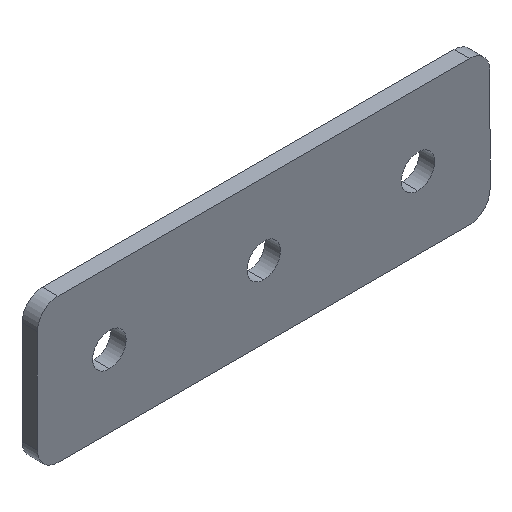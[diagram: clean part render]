
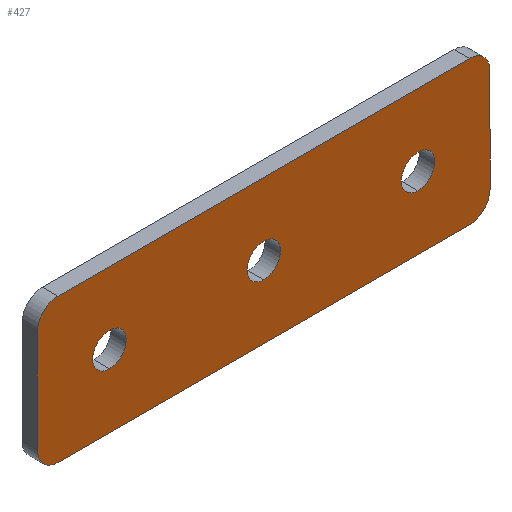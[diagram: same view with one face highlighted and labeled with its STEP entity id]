
A CAD part, isometric view. The second image highlights one B-rep face of the part: STEP entity #427.
In plain terms, the highlighted planar face has unit normal (0, -1, 0).
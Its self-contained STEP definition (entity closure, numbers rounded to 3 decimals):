
#2 = CARTESIAN_POINT ( 'NONE',  ( 0., 0., 0. ) ) ;
#4 = AXIS2_PLACEMENT_3D ( 'NONE', #426, #37, #248 ) ;
#8 = DIRECTION ( 'NONE',  ( 0., 0., -1. ) ) ;
#9 = VERTEX_POINT ( 'NONE', #148 ) ;
#12 = ORIENTED_EDGE ( 'NONE', *, *, #62, .T. ) ;
#18 = EDGE_CURVE ( 'NONE', #39, #455, #298, .T. ) ;
#36 = FACE_BOUND ( 'NONE', #500, .T. ) ;
#37 = DIRECTION ( 'NONE',  ( 0., 1., 0. ) ) ;
#39 = VERTEX_POINT ( 'NONE', #182 ) ;
#40 = EDGE_CURVE ( 'NONE', #181, #455, #57, .T. ) ;
#41 = VECTOR ( 'NONE', #127, 1000. ) ;
#46 = CARTESIAN_POINT ( 'NONE',  ( 15., 0., 1.625 ) ) ;
#56 = VERTEX_POINT ( 'NONE', #444 ) ;
#57 = LINE ( 'NONE', #488, #41 ) ;
#60 = CARTESIAN_POINT ( 'NONE',  ( 15., 0., 0. ) ) ;
#62 = EDGE_CURVE ( 'NONE', #181, #56, #81, .T. ) ;
#63 = CARTESIAN_POINT ( 'NONE',  ( 37., 0., 7. ) ) ;
#72 = CIRCLE ( 'NONE', #4, 1.625 ) ;
#76 = CARTESIAN_POINT ( 'NONE',  ( 7., 0., 7. ) ) ;
#81 = CIRCLE ( 'NONE', #343, 2. ) ;
#89 = EDGE_CURVE ( 'NONE', #545, #110, #161, .T. ) ;
#93 = VERTEX_POINT ( 'NONE', #46 ) ;
#104 = VERTEX_POINT ( 'NONE', #216 ) ;
#106 = AXIS2_PLACEMENT_3D ( 'NONE', #173, #525, #342 ) ;
#109 = DIRECTION ( 'NONE',  ( 0., 1., 0. ) ) ;
#110 = VERTEX_POINT ( 'NONE', #391 ) ;
#111 = CARTESIAN_POINT ( 'NONE',  ( 15., 0., -1.625 ) ) ;
#112 = EDGE_CURVE ( 'NONE', #487, #170, #515, .T. ) ;
#113 = CARTESIAN_POINT ( 'NONE',  ( 0., 0., 0. ) ) ;
#115 = CARTESIAN_POINT ( 'NONE',  ( 0., 0., 0. ) ) ;
#117 = CARTESIAN_POINT ( 'NONE',  ( -7., 0., -7. ) ) ;
#125 = EDGE_CURVE ( 'NONE', #506, #104, #293, .T. ) ;
#126 = EDGE_LOOP ( 'NONE', ( #491, #428, #325, #349, #432, #263, #341, #12 ) ) ;
#127 = DIRECTION ( 'NONE',  ( -1., 0., 0. ) ) ;
#129 = VERTEX_POINT ( 'NONE', #111 ) ;
#134 = ORIENTED_EDGE ( 'NONE', *, *, #112, .T. ) ;
#140 = EDGE_CURVE ( 'NONE', #39, #104, #157, .T. ) ;
#143 = CARTESIAN_POINT ( 'NONE',  ( 0., 0., 1.625 ) ) ;
#147 = DIRECTION ( 'NONE',  ( 0., 0., 1. ) ) ;
#148 = CARTESIAN_POINT ( 'NONE',  ( 30., 0., 1.625 ) ) ;
#150 = DIRECTION ( 'NONE',  ( 0., 0., 1. ) ) ;
#151 = AXIS2_PLACEMENT_3D ( 'NONE', #2, #177, #541 ) ;
#154 = ORIENTED_EDGE ( 'NONE', *, *, #214, .T. ) ;
#157 = LINE ( 'NONE', #117, #438 ) ;
#161 = CIRCLE ( 'NONE', #106, 2. ) ;
#166 = DIRECTION ( 'NONE',  ( 0., 0., 1. ) ) ;
#169 = VECTOR ( 'NONE', #8, 1000. ) ;
#170 = VERTEX_POINT ( 'NONE', #249 ) ;
#172 = EDGE_LOOP ( 'NONE', ( #483, #372 ) ) ;
#173 = CARTESIAN_POINT ( 'NONE',  ( 35., 0., 5. ) ) ;
#174 = CARTESIAN_POINT ( 'NONE',  ( -5., 0., 7. ) ) ;
#177 = DIRECTION ( 'NONE',  ( 0., 1., 0. ) ) ;
#181 = VERTEX_POINT ( 'NONE', #378 ) ;
#182 = CARTESIAN_POINT ( 'NONE',  ( -7., 0., -5. ) ) ;
#202 = DIRECTION ( 'NONE',  ( 1., 0., 0. ) ) ;
#206 = FACE_BOUND ( 'NONE', #172, .T. ) ;
#209 = FACE_OUTER_BOUND ( 'NONE', #126, .T. ) ;
#213 = CARTESIAN_POINT ( 'NONE',  ( 35., 0., -5. ) ) ;
#214 = EDGE_CURVE ( 'NONE', #170, #487, #264, .T. ) ;
#216 = CARTESIAN_POINT ( 'NONE',  ( -7., 0., 5. ) ) ;
#217 = CARTESIAN_POINT ( 'NONE',  ( -5., 0., -7. ) ) ;
#229 = DIRECTION ( 'NONE',  ( 0., 0., 1. ) ) ;
#231 = AXIS2_PLACEMENT_3D ( 'NONE', #60, #456, #229 ) ;
#238 = VERTEX_POINT ( 'NONE', #353 ) ;
#243 = VECTOR ( 'NONE', #202, 1000. ) ;
#247 = EDGE_CURVE ( 'NONE', #93, #129, #425, .T. ) ;
#248 = DIRECTION ( 'NONE',  ( 0., 0., 1. ) ) ;
#249 = CARTESIAN_POINT ( 'NONE',  ( 0., 0., -1.625 ) ) ;
#263 = ORIENTED_EDGE ( 'NONE', *, *, #18, .T. ) ;
#264 = CIRCLE ( 'NONE', #275, 1.625 ) ;
#267 = LINE ( 'NONE', #63, #169 ) ;
#275 = AXIS2_PLACEMENT_3D ( 'NONE', #113, #109, #147 ) ;
#283 = DIRECTION ( 'NONE',  ( 0., 0., -1. ) ) ;
#286 = CIRCLE ( 'NONE', #328, 1.625 ) ;
#293 = CIRCLE ( 'NONE', #470, 2. ) ;
#298 = CIRCLE ( 'NONE', #416, 2. ) ;
#305 = EDGE_CURVE ( 'NONE', #238, #9, #471, .T. ) ;
#312 = DIRECTION ( 'NONE',  ( 0., 0., 1. ) ) ;
#316 = CARTESIAN_POINT ( 'NONE',  ( 30., 0., 0. ) ) ;
#325 = ORIENTED_EDGE ( 'NONE', *, *, #389, .F. ) ;
#328 = AXIS2_PLACEMENT_3D ( 'NONE', #332, #552, #166 ) ;
#332 = CARTESIAN_POINT ( 'NONE',  ( 15., 0., 0. ) ) ;
#341 = ORIENTED_EDGE ( 'NONE', *, *, #40, .F. ) ;
#342 = DIRECTION ( 'NONE',  ( 0., 0., -1. ) ) ;
#343 = AXIS2_PLACEMENT_3D ( 'NONE', #213, #528, #561 ) ;
#349 = ORIENTED_EDGE ( 'NONE', *, *, #125, .T. ) ;
#353 = CARTESIAN_POINT ( 'NONE',  ( 30., 0., -1.625 ) ) ;
#369 = DIRECTION ( 'NONE',  ( 0., -1., 0. ) ) ;
#372 = ORIENTED_EDGE ( 'NONE', *, *, #381, .T. ) ;
#378 = CARTESIAN_POINT ( 'NONE',  ( 35., 0., -7. ) ) ;
#381 = EDGE_CURVE ( 'NONE', #129, #93, #286, .T. ) ;
#382 = DIRECTION ( 'NONE',  ( 0., -1., 0. ) ) ;
#384 = PLANE ( 'NONE',  #430 ) ;
#389 = EDGE_CURVE ( 'NONE', #506, #110, #505, .T. ) ;
#391 = CARTESIAN_POINT ( 'NONE',  ( 35., 0., 7. ) ) ;
#398 = ORIENTED_EDGE ( 'NONE', *, *, #410, .T. ) ;
#409 = EDGE_LOOP ( 'NONE', ( #134, #154 ) ) ;
#410 = EDGE_CURVE ( 'NONE', #9, #238, #72, .T. ) ;
#416 = AXIS2_PLACEMENT_3D ( 'NONE', #510, #419, #553 ) ;
#417 = DIRECTION ( 'NONE',  ( 0., 0., -1. ) ) ;
#419 = DIRECTION ( 'NONE',  ( 0., -1., 0. ) ) ;
#422 = FACE_BOUND ( 'NONE', #409, .T. ) ;
#425 = CIRCLE ( 'NONE', #231, 1.625 ) ;
#426 = CARTESIAN_POINT ( 'NONE',  ( 30., 0., 0. ) ) ;
#427 = ADVANCED_FACE ( 'NONE', ( #36, #206, #422, #209 ), #384, .T. ) ;
#428 = ORIENTED_EDGE ( 'NONE', *, *, #89, .T. ) ;
#430 = AXIS2_PLACEMENT_3D ( 'NONE', #115, #382, #283 ) ;
#432 = ORIENTED_EDGE ( 'NONE', *, *, #140, .F. ) ;
#438 = VECTOR ( 'NONE', #150, 1000. ) ;
#443 = ORIENTED_EDGE ( 'NONE', *, *, #305, .T. ) ;
#444 = CARTESIAN_POINT ( 'NONE',  ( 37., 0., -5. ) ) ;
#452 = AXIS2_PLACEMENT_3D ( 'NONE', #316, #502, #312 ) ;
#455 = VERTEX_POINT ( 'NONE', #217 ) ;
#456 = DIRECTION ( 'NONE',  ( 0., 1., 0. ) ) ;
#470 = AXIS2_PLACEMENT_3D ( 'NONE', #492, #369, #417 ) ;
#471 = CIRCLE ( 'NONE', #452, 1.625 ) ;
#483 = ORIENTED_EDGE ( 'NONE', *, *, #247, .T. ) ;
#487 = VERTEX_POINT ( 'NONE', #143 ) ;
#488 = CARTESIAN_POINT ( 'NONE',  ( 37., 0., -7. ) ) ;
#489 = CARTESIAN_POINT ( 'NONE',  ( 37., 0., 5. ) ) ;
#491 = ORIENTED_EDGE ( 'NONE', *, *, #496, .F. ) ;
#492 = CARTESIAN_POINT ( 'NONE',  ( -5., 0., 5. ) ) ;
#496 = EDGE_CURVE ( 'NONE', #545, #56, #267, .T. ) ;
#500 = EDGE_LOOP ( 'NONE', ( #398, #443 ) ) ;
#502 = DIRECTION ( 'NONE',  ( 0., 1., 0. ) ) ;
#505 = LINE ( 'NONE', #76, #243 ) ;
#506 = VERTEX_POINT ( 'NONE', #174 ) ;
#510 = CARTESIAN_POINT ( 'NONE',  ( -5., 0., -5. ) ) ;
#515 = CIRCLE ( 'NONE', #151, 1.625 ) ;
#525 = DIRECTION ( 'NONE',  ( 0., -1., 0. ) ) ;
#528 = DIRECTION ( 'NONE',  ( 0., -1., 0. ) ) ;
#541 = DIRECTION ( 'NONE',  ( 0., 0., 1. ) ) ;
#545 = VERTEX_POINT ( 'NONE', #489 ) ;
#552 = DIRECTION ( 'NONE',  ( 0., 1., 0. ) ) ;
#553 = DIRECTION ( 'NONE',  ( 0., 0., -1. ) ) ;
#561 = DIRECTION ( 'NONE',  ( 0., 0., -1. ) ) ;
